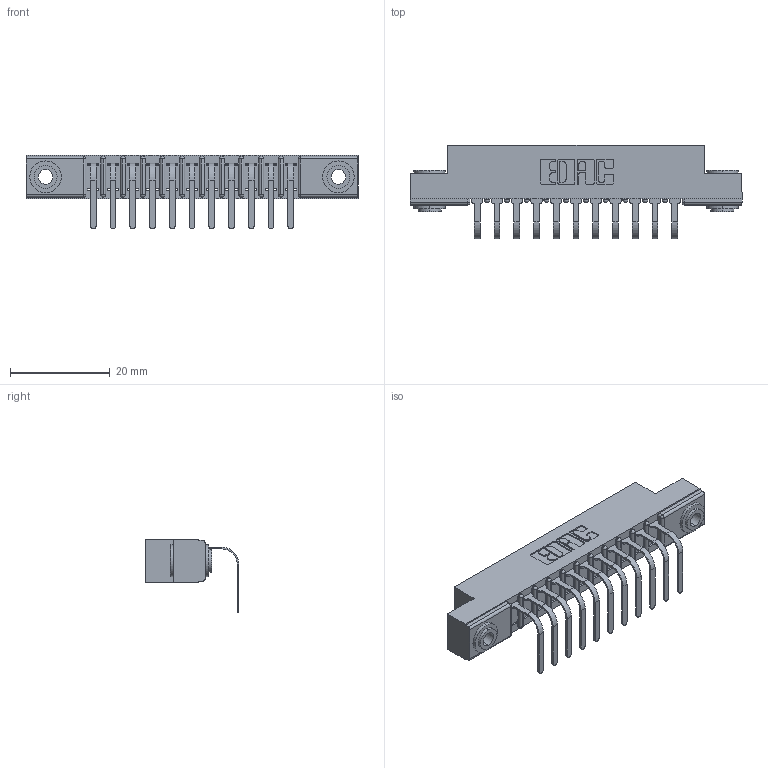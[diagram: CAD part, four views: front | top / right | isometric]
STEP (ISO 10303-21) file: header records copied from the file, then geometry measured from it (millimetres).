
FILE_DESCRIPTION (( 'STEP AP203' ), '1' );
FILE_NAME ('357-011-458-103.STEP', '2022-07-18T23:51:14', ( '' ), ( '' ), 'SwSTEP 2.0', 'SolidWorks 2020', '' );
FILE_SCHEMA (( 'CONFIG_CONTROL_DESIGN' ));
Length unit declared in the file: inch
Products named in the file (4): 307-290-001_558 - 2 (Single); 307 Part_.156 Dia Mounting Holes; 357-011-458-103; 345-250-002_345-250-002-102
Assembly tree (14 placements, depth 2):
  357-011-458-103
    307 Part_.156 Dia Mounting Holes
    307-290-001_558 - 2 (Single)  x11
    345-250-002_345-250-002-102  x2
Bounding box: 66.6 x 18.78 x 14.81 mm (x, y, z)
Volume: 4278.8 mm3; surface area: 6746.4 mm2
Topology: 14 solids, 14 shells, 842 faces, 2349 edges, 1514 vertices
Faces by surface type: plane 523, cylinder 287, sphere 24, cone 8
Entity records: 14421 total; most frequent: CARTESIAN_POINT 2397, ORIENTED_EDGE 2374, DIRECTION 2365, EDGE_CURVE 1187, LINE 889, VECTOR 889, VERTEX_POINT 770, AXIS2_PLACEMENT_3D 738
